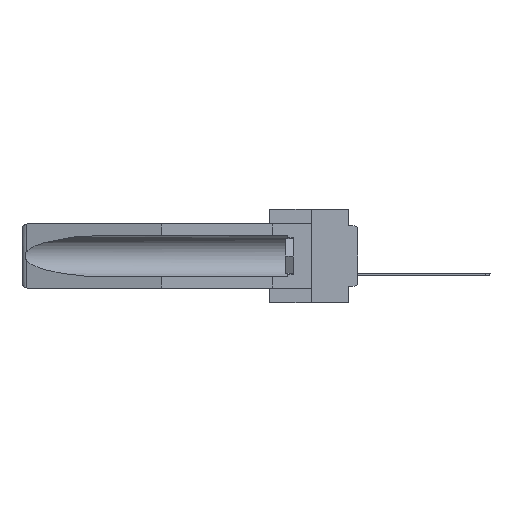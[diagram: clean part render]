
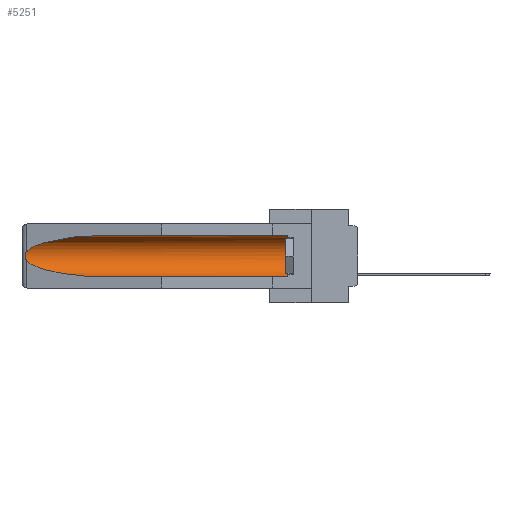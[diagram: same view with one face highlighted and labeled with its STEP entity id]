
A CAD part, left-side view. The second image highlights one B-rep face of the part: STEP entity #5251.
In plain terms, the highlighted cylindrical face has radius 2.857 mm (diameter 5.715 mm), a partial arc.
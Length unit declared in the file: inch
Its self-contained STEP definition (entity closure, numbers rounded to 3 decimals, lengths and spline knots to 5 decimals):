
#578 = DIRECTION ( 'NONE',  ( 0., 1., 0. ) ) ;
#753 = ORIENTED_EDGE ( 'NONE', *, *, #17559, .T. ) ;
#1420 = CARTESIAN_POINT ( 'NONE',  ( 0.155, 1.07973, -0.284 ) ) ;
#1909 = CARTESIAN_POINT ( 'NONE',  ( 0.2675, 1.53308, -0.17534 ) ) ;
#2012 = DIRECTION ( 'NONE',  ( 0., -1., 0. ) ) ;
#2090 =( BOUNDED_CURVE ( )  B_SPLINE_CURVE ( 3, ( #3712, #20996, #3567, #10121 ),
 .UNSPECIFIED., .F., .T. ) 
 B_SPLINE_CURVE_WITH_KNOTS ( ( 4, 4 ),
 ( 4.71239, 6.08839 ),
 .UNSPECIFIED. ) 
 CURVE ( )  GEOMETRIC_REPRESENTATION_ITEM ( )  RATIONAL_B_SPLINE_CURVE ( ( 1., 0.848, 0.848, 1. ) ) 
 REPRESENTATION_ITEM ( '' )  );
#2931 = LINE ( 'NONE', #22643, #27315 ) ;
#3059 = EDGE_CURVE ( 'NONE', #16225, #7624, #2931, .T. ) ;
#3249 = AXIS2_PLACEMENT_3D ( 'NONE', #25676, #14856, #12868 ) ;
#3567 = CARTESIAN_POINT ( 'NONE',  ( 0.25451, 1.48313, -0.09465 ) ) ;
#3712 = CARTESIAN_POINT ( 'NONE',  ( 0.155, 1.07973, -0.059 ) ) ;
#4280 = CARTESIAN_POINT ( 'NONE',  ( 0.155, -0.30754, -0.059 ) ) ;
#4572 = ORIENTED_EDGE ( 'NONE', *, *, #3059, .F. ) ;
#5204 = VERTEX_POINT ( 'NONE', #19575 ) ;
#5251 = ADVANCED_FACE ( 'NONE', ( #17000 ), #27944, .F. ) ;
#6144 = CARTESIAN_POINT ( 'NONE',  ( 0.26537, 1.52718, -0.14972 ) ) ;
#6310 = CARTESIAN_POINT ( 'NONE',  ( 0.26597, 1.5296, -0.19026 ) ) ;
#6745 = EDGE_CURVE ( 'NONE', #27322, #24802, #2090, .T. ) ;
#7462 = ORIENTED_EDGE ( 'NONE', *, *, #20905, .T. ) ;
#7624 = VERTEX_POINT ( 'NONE', #25447 ) ;
#8030 = CARTESIAN_POINT ( 'NONE',  ( 0.155, 1.07973, -0.059 ) ) ;
#9727 =( BOUNDED_CURVE ( )  B_SPLINE_CURVE ( 3, ( #14401, #12259, #20972, #1420 ),
 .UNSPECIFIED., .F., .T. ) 
 B_SPLINE_CURVE_WITH_KNOTS ( ( 4, 4 ),
 ( 0.1948, 1.5708 ),
 .UNSPECIFIED. ) 
 CURVE ( )  GEOMETRIC_REPRESENTATION_ITEM ( )  RATIONAL_B_SPLINE_CURVE ( ( 1., 0.848, 0.848, 1. ) ) 
 REPRESENTATION_ITEM ( '' )  );
#10121 = CARTESIAN_POINT ( 'NONE',  ( 0.26537, 1.52718, -0.14972 ) ) ;
#10737 = CARTESIAN_POINT ( 'NONE',  ( 0.26597, 1.52961, -0.15275 ) ) ;
#10852 = ORIENTED_EDGE ( 'NONE', *, *, #22035, .T. ) ;
#11404 = AXIS2_PLACEMENT_3D ( 'NONE', #19287, #2012, #14557 ) ;
#12259 = CARTESIAN_POINT ( 'NONE',  ( 0.25451, 1.48313, -0.24835 ) ) ;
#12742 = CARTESIAN_POINT ( 'NONE',  ( 0.2673, 1.5327, -0.16383 ) ) ;
#12868 = DIRECTION ( 'NONE',  ( 0., 0., 1. ) ) ;
#13182 = VECTOR ( 'NONE', #578, 39.37008 ) ;
#14401 = CARTESIAN_POINT ( 'NONE',  ( 0.26537, 1.52718, -0.19328 ) ) ;
#14557 = DIRECTION ( 'NONE',  ( 0., 0., 1. ) ) ;
#14623 = VERTEX_POINT ( 'NONE', #22476 ) ;
#14856 = DIRECTION ( 'NONE',  ( 0., 1., 0. ) ) ;
#15016 = CARTESIAN_POINT ( 'NONE',  ( 0.26537, 1.52718, -0.19328 ) ) ;
#16225 = VERTEX_POINT ( 'NONE', #19175 ) ;
#17000 = FACE_OUTER_BOUND ( 'NONE', #27218, .T. ) ;
#17171 = CARTESIAN_POINT ( 'NONE',  ( 0.26655, 1.53094, -0.18657 ) ) ;
#17559 = EDGE_CURVE ( 'NONE', #24802, #5204, #19972, .T. ) ;
#19175 = CARTESIAN_POINT ( 'NONE',  ( 0.155, 0.126, -0.284 ) ) ;
#19287 = CARTESIAN_POINT ( 'NONE',  ( 0.155, 0.126, -0.1715 ) ) ;
#19325 = CARTESIAN_POINT ( 'NONE',  ( 0.2673, 1.53269, -0.17917 ) ) ;
#19575 = CARTESIAN_POINT ( 'NONE',  ( 0.26537, 1.52718, -0.19328 ) ) ;
#19927 = DIRECTION ( 'NONE',  ( 0., 1., 0. ) ) ;
#19972 = B_SPLINE_CURVE_WITH_KNOTS ( 'NONE', 3,
 ( #25701, #10737, #25837, #12742, #21455, #1909, #19325, #17171, #6310, #15016 ),
 .UNSPECIFIED., .F., .F.,
 ( 4, 2, 2, 2, 4 ),
 ( 0., 0.00029, 0.00058, 0.00087, 0.00117 ),
 .UNSPECIFIED. ) ;
#20905 = EDGE_CURVE ( 'NONE', #14623, #27322, #22123, .T. ) ;
#20972 = CARTESIAN_POINT ( 'NONE',  ( 0.21114, 1.30732, -0.284 ) ) ;
#20996 = CARTESIAN_POINT ( 'NONE',  ( 0.21114, 1.30732, -0.059 ) ) ;
#21455 = CARTESIAN_POINT ( 'NONE',  ( 0.2675, 1.53308, -0.16763 ) ) ;
#22035 = EDGE_CURVE ( 'NONE', #16225, #14623, #23693, .T. ) ;
#22123 = LINE ( 'NONE', #4280, #13182 ) ;
#22476 = CARTESIAN_POINT ( 'NONE',  ( 0.155, 0.126, -0.059 ) ) ;
#22643 = CARTESIAN_POINT ( 'NONE',  ( 0.155, -0.30754, -0.284 ) ) ;
#23693 = CIRCLE ( 'NONE', #11404, 0.1125 ) ;
#23841 = ORIENTED_EDGE ( 'NONE', *, *, #6745, .T. ) ;
#24802 = VERTEX_POINT ( 'NONE', #6144 ) ;
#25292 = EDGE_CURVE ( 'NONE', #5204, #7624, #9727, .T. ) ;
#25447 = CARTESIAN_POINT ( 'NONE',  ( 0.155, 1.07973, -0.284 ) ) ;
#25676 = CARTESIAN_POINT ( 'NONE',  ( 0.155, -0.30754, -0.1715 ) ) ;
#25701 = CARTESIAN_POINT ( 'NONE',  ( 0.26537, 1.52718, -0.14972 ) ) ;
#25837 = CARTESIAN_POINT ( 'NONE',  ( 0.26654, 1.53092, -0.15636 ) ) ;
#27218 = EDGE_LOOP ( 'NONE', ( #23841, #753, #27548, #4572, #10852, #7462 ) ) ;
#27315 = VECTOR ( 'NONE', #19927, 39.37008 ) ;
#27322 = VERTEX_POINT ( 'NONE', #8030 ) ;
#27548 = ORIENTED_EDGE ( 'NONE', *, *, #25292, .T. ) ;
#27944 = CYLINDRICAL_SURFACE ( 'NONE', #3249, 0.1125 ) ;
